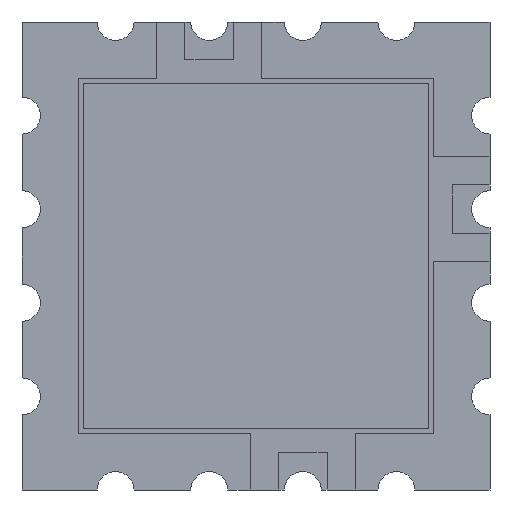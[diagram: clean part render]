
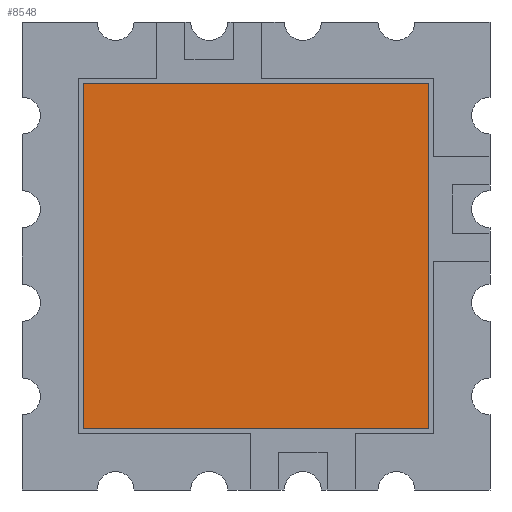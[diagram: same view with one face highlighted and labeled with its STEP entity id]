
A CAD part, front view. The second image highlights one B-rep face of the part: STEP entity #8548.
In plain terms, the highlighted planar face has unit normal (0, -1, 0).
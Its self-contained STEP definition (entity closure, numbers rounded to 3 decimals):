
#172 = CARTESIAN_POINT ( 'NONE',  ( 4.69, -0.05, 0. ) ) ;
#828 = DIRECTION ( 'NONE',  ( 0., 0., -1. ) ) ;
#1571 = EDGE_CURVE ( 'NONE', #3850, #8663, #8021, .T. ) ;
#1596 = PLANE ( 'NONE',  #6056 ) ;
#1682 = DIRECTION ( 'NONE',  ( 0., -1., 0. ) ) ;
#2133 = CARTESIAN_POINT ( 'NONE',  ( 0., -0.05, -4.69 ) ) ;
#2328 = EDGE_CURVE ( 'NONE', #7181, #3850, #10765, .T. ) ;
#3078 = EDGE_CURVE ( 'NONE', #7181, #10691, #9064, .T. ) ;
#3226 = EDGE_LOOP ( 'NONE', ( #6586, #10493, #8470, #12760 ) ) ;
#3236 = LINE ( 'NONE', #2133, #5555 ) ;
#3850 = VERTEX_POINT ( 'NONE', #4806 ) ;
#3989 = FACE_OUTER_BOUND ( 'NONE', #3226, .T. ) ;
#4339 = EDGE_CURVE ( 'NONE', #10691, #8663, #3236, .T. ) ;
#4806 = CARTESIAN_POINT ( 'NONE',  ( 4.69, -0.05, 4.69 ) ) ;
#5555 = VECTOR ( 'NONE', #9003, 1000. ) ;
#6056 = AXIS2_PLACEMENT_3D ( 'NONE', #7568, #1682, #8557 ) ;
#6586 = ORIENTED_EDGE ( 'NONE', *, *, #1571, .F. ) ;
#6701 = CARTESIAN_POINT ( 'NONE',  ( 0., -0.05, 4.69 ) ) ;
#6765 = CARTESIAN_POINT ( 'NONE',  ( 4.69, -0.05, -4.69 ) ) ;
#6807 = VECTOR ( 'NONE', #12351, 1000. ) ;
#6819 = CARTESIAN_POINT ( 'NONE',  ( -4.69, -0.05, -4.69 ) ) ;
#7181 = VERTEX_POINT ( 'NONE', #10772 ) ;
#7568 = CARTESIAN_POINT ( 'NONE',  ( 0., -0.05, 0. ) ) ;
#7703 = CARTESIAN_POINT ( 'NONE',  ( -4.69, -0.05, 0. ) ) ;
#8021 = LINE ( 'NONE', #172, #6807 ) ;
#8135 = VECTOR ( 'NONE', #9635, 1000. ) ;
#8470 = ORIENTED_EDGE ( 'NONE', *, *, #3078, .T. ) ;
#8548 = ADVANCED_FACE ( 'NONE', ( #3989 ), #1596, .T. ) ;
#8557 = DIRECTION ( 'NONE',  ( 0., 0., -1. ) ) ;
#8663 = VERTEX_POINT ( 'NONE', #6765 ) ;
#9003 = DIRECTION ( 'NONE',  ( 1., 0., 0. ) ) ;
#9064 = LINE ( 'NONE', #7703, #11676 ) ;
#9635 = DIRECTION ( 'NONE',  ( 1., 0., 0. ) ) ;
#10493 = ORIENTED_EDGE ( 'NONE', *, *, #2328, .F. ) ;
#10691 = VERTEX_POINT ( 'NONE', #6819 ) ;
#10765 = LINE ( 'NONE', #6701, #8135 ) ;
#10772 = CARTESIAN_POINT ( 'NONE',  ( -4.69, -0.05, 4.69 ) ) ;
#11676 = VECTOR ( 'NONE', #828, 1000. ) ;
#12351 = DIRECTION ( 'NONE',  ( 0., 0., -1. ) ) ;
#12760 = ORIENTED_EDGE ( 'NONE', *, *, #4339, .T. ) ;
